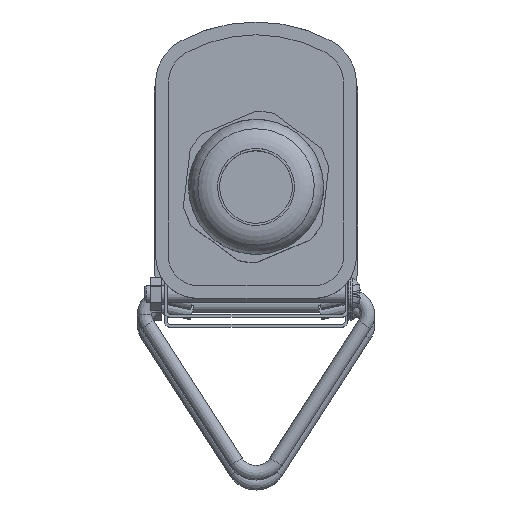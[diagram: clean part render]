
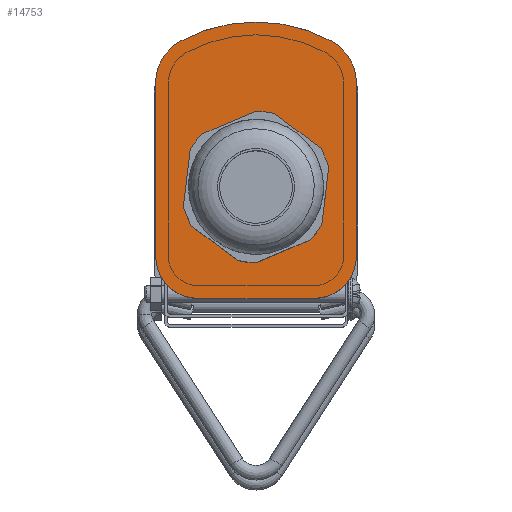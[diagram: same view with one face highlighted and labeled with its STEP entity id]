
A CAD part, top view. The second image highlights one B-rep face of the part: STEP entity #14753.
In plain terms, the highlighted face is planar.
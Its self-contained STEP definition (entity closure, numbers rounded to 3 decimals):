
#131 = CARTESIAN_POINT ( 'NONE',  ( 17.25, -605.9, -40.033 ) ) ;
#528 = DIRECTION ( 'NONE',  ( -1., 0., 0. ) ) ;
#1000 = AXIS2_PLACEMENT_3D ( 'NONE', #3567, #11453, #5006 ) ;
#1075 = VERTEX_POINT ( 'NONE', #131 ) ;
#1248 = DIRECTION ( 'NONE',  ( 1., 0., 0. ) ) ;
#1443 = CARTESIAN_POINT ( 'NONE',  ( 0., -605.9, -22.167 ) ) ;
#1588 = EDGE_LOOP ( 'NONE', ( #11661 ) ) ;
#1627 = EDGE_CURVE ( 'NONE', #3703, #11491, #3625, .T. ) ;
#1736 = AXIS2_PLACEMENT_3D ( 'NONE', #2276, #16621, #6277 ) ;
#1760 = VECTOR ( 'NONE', #2254, 1000. ) ;
#2254 = DIRECTION ( 'NONE',  ( 0., 0., 1. ) ) ;
#2276 = CARTESIAN_POINT ( 'NONE',  ( 0., -605.9, -23.3 ) ) ;
#2333 = VERTEX_POINT ( 'NONE', #7511 ) ;
#2414 = DIRECTION ( 'NONE',  ( 0., 1., 0. ) ) ;
#2814 = CIRCLE ( 'NONE', #8005, 8.25 ) ;
#2999 = LINE ( 'NONE', #15881, #16485 ) ;
#3317 = ORIENTED_EDGE ( 'NONE', *, *, #9655, .F. ) ;
#3366 = DIRECTION ( 'NONE',  ( -1., 0., 0. ) ) ;
#3405 = AXIS2_PLACEMENT_3D ( 'NONE', #1443, #10273, #10524 ) ;
#3567 = CARTESIAN_POINT ( 'NONE',  ( -9., -605.9, -40.033 ) ) ;
#3625 = LINE ( 'NONE', #13984, #1760 ) ;
#3703 = VERTEX_POINT ( 'NONE', #4292 ) ;
#3710 = DIRECTION ( 'NONE',  ( 0., 1., 0. ) ) ;
#4044 = CARTESIAN_POINT ( 'NONE',  ( -10., -605.9, -3.05 ) ) ;
#4292 = CARTESIAN_POINT ( 'NONE',  ( -17.25, -605.9, -40.033 ) ) ;
#4342 = CARTESIAN_POINT ( 'NONE',  ( -12.908, -605.9, -47.299 ) ) ;
#4532 = ORIENTED_EDGE ( 'NONE', *, *, #14299, .F. ) ;
#4591 = ORIENTED_EDGE ( 'NONE', *, *, #12734, .F. ) ;
#4981 = CARTESIAN_POINT ( 'NONE',  ( 9., -605.9, -40.033 ) ) ;
#5006 = DIRECTION ( 'NONE',  ( -1., 0., 0. ) ) ;
#5339 = LINE ( 'NONE', #4044, #13326 ) ;
#5623 = VERTEX_POINT ( 'NONE', #15354 ) ;
#5846 = EDGE_LOOP ( 'NONE', ( #16303, #6032, #7417, #4591, #13560, #4532, #6764, #3317 ) ) ;
#5929 = CARTESIAN_POINT ( 'NONE',  ( 17.25, -605.9, -10.3 ) ) ;
#6032 = ORIENTED_EDGE ( 'NONE', *, *, #15871, .F. ) ;
#6221 = EDGE_CURVE ( 'NONE', #11141, #13282, #14860, .T. ) ;
#6277 = DIRECTION ( 'NONE',  ( -1., 0., 0. ) ) ;
#6764 = ORIENTED_EDGE ( 'NONE', *, *, #1627, .F. ) ;
#7015 = DIRECTION ( 'NONE',  ( 0., 1., 0. ) ) ;
#7115 = CARTESIAN_POINT ( 'NONE',  ( -17.25, -605.9, -10.3 ) ) ;
#7417 = ORIENTED_EDGE ( 'NONE', *, *, #14255, .F. ) ;
#7511 = CARTESIAN_POINT ( 'NONE',  ( 10., -605.9, -3.05 ) ) ;
#7718 = AXIS2_PLACEMENT_3D ( 'NONE', #13896, #12122, #3366 ) ;
#8005 = AXIS2_PLACEMENT_3D ( 'NONE', #4981, #3710, #8927 ) ;
#8212 = DIRECTION ( 'NONE',  ( 0., 0., -1. ) ) ;
#8298 = CARTESIAN_POINT ( 'NONE',  ( -10., -605.9, -10.3 ) ) ;
#8417 = CARTESIAN_POINT ( 'NONE',  ( -10.25, -605.9, -22.167 ) ) ;
#8927 = DIRECTION ( 'NONE',  ( -1., 0., 0. ) ) ;
#9048 = FACE_BOUND ( 'NONE', #1588, .T. ) ;
#9588 = AXIS2_PLACEMENT_3D ( 'NONE', #9976, #2414, #13888 ) ;
#9655 = EDGE_CURVE ( 'NONE', #13282, #3703, #15784, .T. ) ;
#9878 = EDGE_CURVE ( 'NONE', #5623, #2333, #5339, .T. ) ;
#9976 = CARTESIAN_POINT ( 'NONE',  ( 10., -605.9, -10.3 ) ) ;
#10273 = DIRECTION ( 'NONE',  ( 0., -1., 0. ) ) ;
#10524 = DIRECTION ( 'NONE',  ( -1., 0., 0. ) ) ;
#11141 = VERTEX_POINT ( 'NONE', #16206 ) ;
#11453 = DIRECTION ( 'NONE',  ( 0., 1., 0. ) ) ;
#11491 = VERTEX_POINT ( 'NONE', #7115 ) ;
#11498 = VERTEX_POINT ( 'NONE', #5929 ) ;
#11661 = ORIENTED_EDGE ( 'NONE', *, *, #16756, .F. ) ;
#11671 = VERTEX_POINT ( 'NONE', #8417 ) ;
#12122 = DIRECTION ( 'NONE',  ( 0., -1., 0. ) ) ;
#12593 = CIRCLE ( 'NONE', #9588, 7.25 ) ;
#12734 = EDGE_CURVE ( 'NONE', #2333, #11498, #12593, .T. ) ;
#13282 = VERTEX_POINT ( 'NONE', #4342 ) ;
#13326 = VECTOR ( 'NONE', #1248, 1000. ) ;
#13560 = ORIENTED_EDGE ( 'NONE', *, *, #9878, .F. ) ;
#13888 = DIRECTION ( 'NONE',  ( -1., 0., 0. ) ) ;
#13896 = CARTESIAN_POINT ( 'NONE',  ( -9., -605.9, -40.033 ) ) ;
#13984 = CARTESIAN_POINT ( 'NONE',  ( -17.25, -605.9, -40.033 ) ) ;
#14000 = CIRCLE ( 'NONE', #15394, 7.25 ) ;
#14255 = EDGE_CURVE ( 'NONE', #11498, #1075, #2999, .T. ) ;
#14283 = PLANE ( 'NONE',  #7718 ) ;
#14299 = EDGE_CURVE ( 'NONE', #11491, #5623, #14000, .T. ) ;
#14537 = FACE_OUTER_BOUND ( 'NONE', #5846, .T. ) ;
#14753 = ADVANCED_FACE ( 'NONE', ( #9048, #14537 ), #14283, .T. ) ;
#14860 = CIRCLE ( 'NONE', #1736, 27.25 ) ;
#15354 = CARTESIAN_POINT ( 'NONE',  ( -10., -605.9, -3.05 ) ) ;
#15394 = AXIS2_PLACEMENT_3D ( 'NONE', #8298, #7015, #528 ) ;
#15784 = CIRCLE ( 'NONE', #1000, 8.25 ) ;
#15871 = EDGE_CURVE ( 'NONE', #1075, #11141, #2814, .T. ) ;
#15881 = CARTESIAN_POINT ( 'NONE',  ( 17.25, -605.9, -10.3 ) ) ;
#16206 = CARTESIAN_POINT ( 'NONE',  ( 12.908, -605.9, -47.299 ) ) ;
#16277 = CIRCLE ( 'NONE', #3405, 10.25 ) ;
#16303 = ORIENTED_EDGE ( 'NONE', *, *, #6221, .F. ) ;
#16485 = VECTOR ( 'NONE', #8212, 1000. ) ;
#16621 = DIRECTION ( 'NONE',  ( 0., 1., 0. ) ) ;
#16756 = EDGE_CURVE ( 'NONE', #11671, #11671, #16277, .T. ) ;
